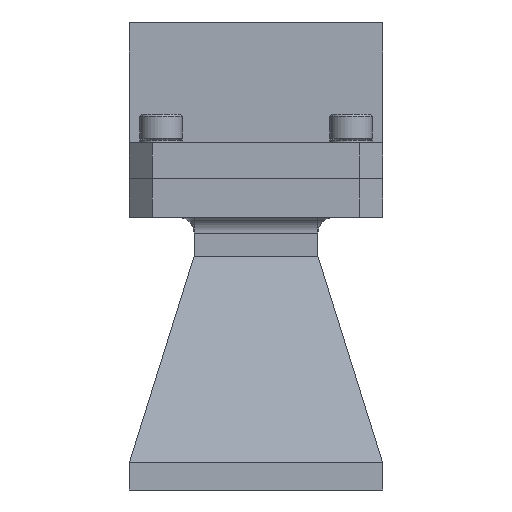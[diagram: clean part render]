
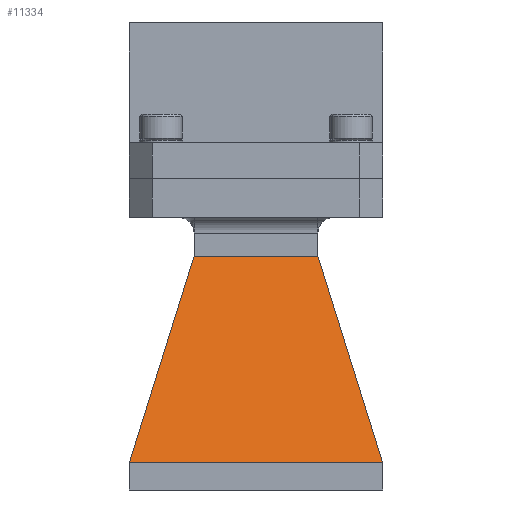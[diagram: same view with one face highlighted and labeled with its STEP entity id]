
A CAD part, front view. The second image highlights one B-rep face of the part: STEP entity #11334.
In plain terms, the highlighted planar face has unit normal (0, -0.96, 0.281).
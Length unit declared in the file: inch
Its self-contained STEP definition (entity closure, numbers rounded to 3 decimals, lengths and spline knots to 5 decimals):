
#1043 = EDGE_CURVE ( 'NONE', #26613, #28310, #24273, .T. ) ;
#2754 = EDGE_CURVE ( 'NONE', #16708, #5580, #12449, .T. ) ;
#5248 = EDGE_CURVE ( 'NONE', #5580, #26613, #28597, .T. ) ;
#5580 = VERTEX_POINT ( 'NONE', #16744 ) ;
#5860 = EDGE_CURVE ( 'NONE', #16708, #28310, #24648, .T. ) ;
#6242 = DIRECTION ( 'NONE',  ( -0.288, 0.269, 0.919 ) ) ;
#6488 = CARTESIAN_POINT ( 'NONE',  ( 0.271, -0.598, -1.825 ) ) ;
#6773 = CARTESIAN_POINT ( 'NONE',  ( -0.813, -0.598, -1.825 ) ) ;
#6846 = AXIS2_PLACEMENT_3D ( 'NONE', #25021, #14093, #22390 ) ;
#7807 = VECTOR ( 'NONE', #21039, 39.37008 ) ;
#11334 = ADVANCED_FACE ( 'NONE', ( #32774 ), #33262, .T. ) ;
#12449 = B_SPLINE_CURVE_WITH_KNOTS ( 'NONE', 3,
 ( #28352, #25552, #6488, #22570 ),
 .UNSPECIFIED., .F., .F.,
 ( 4, 4 ),
 ( 0., 1. ),
 .UNSPECIFIED. ) ;
#14093 = DIRECTION ( 'NONE',  ( 0., -0.96, 0.281 ) ) ;
#15175 = CARTESIAN_POINT ( 'NONE',  ( 0.398, -0.2105, -0.5 ) ) ;
#16157 = CARTESIAN_POINT ( 'NONE',  ( -0.398, -0.2105, -0.5 ) ) ;
#16708 = VERTEX_POINT ( 'NONE', #30610 ) ;
#16744 = CARTESIAN_POINT ( 'NONE',  ( 0.813, -0.598, -1.825 ) ) ;
#17372 = CARTESIAN_POINT ( 'NONE',  ( 0.813, -0.598, -1.825 ) ) ;
#17554 = ORIENTED_EDGE ( 'NONE', *, *, #5248, .T. ) ;
#18451 = ORIENTED_EDGE ( 'NONE', *, *, #2754, .T. ) ;
#18788 = DIRECTION ( 'NONE',  ( -1., 0., 0. ) ) ;
#21039 = DIRECTION ( 'NONE',  ( 0.288, 0.269, 0.919 ) ) ;
#22390 = DIRECTION ( 'NONE',  ( 0., -0.281, -0.96 ) ) ;
#22570 = CARTESIAN_POINT ( 'NONE',  ( 0.813, -0.598, -1.825 ) ) ;
#24273 = LINE ( 'NONE', #35084, #31171 ) ;
#24648 = LINE ( 'NONE', #6773, #7807 ) ;
#25021 = CARTESIAN_POINT ( 'NONE',  ( 0., -0.05921, 0.01732 ) ) ;
#25552 = CARTESIAN_POINT ( 'NONE',  ( -0.271, -0.598, -1.825 ) ) ;
#26613 = VERTEX_POINT ( 'NONE', #15175 ) ;
#28310 = VERTEX_POINT ( 'NONE', #16157 ) ;
#28352 = CARTESIAN_POINT ( 'NONE',  ( -0.813, -0.598, -1.825 ) ) ;
#28435 = ORIENTED_EDGE ( 'NONE', *, *, #1043, .T. ) ;
#28597 = LINE ( 'NONE', #17372, #34226 ) ;
#29386 = EDGE_LOOP ( 'NONE', ( #17554, #28435, #34877, #18451 ) ) ;
#30610 = CARTESIAN_POINT ( 'NONE',  ( -0.813, -0.598, -1.825 ) ) ;
#31171 = VECTOR ( 'NONE', #18788, 39.37008 ) ;
#32774 = FACE_OUTER_BOUND ( 'NONE', #29386, .T. ) ;
#33262 = PLANE ( 'NONE',  #6846 ) ;
#34226 = VECTOR ( 'NONE', #6242, 39.37008 ) ;
#34877 = ORIENTED_EDGE ( 'NONE', *, *, #5860, .F. ) ;
#35084 = CARTESIAN_POINT ( 'NONE',  ( 0.398, -0.2105, -0.5 ) ) ;
